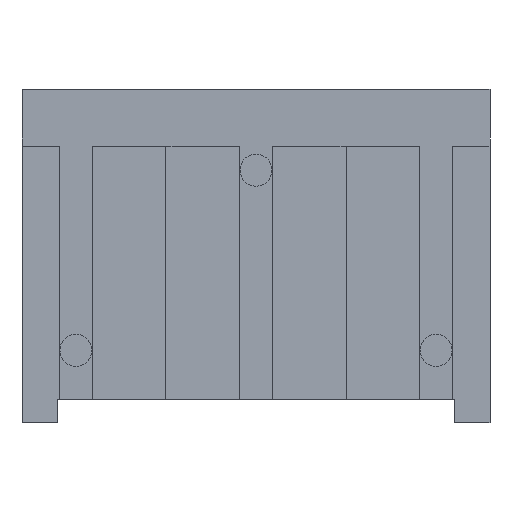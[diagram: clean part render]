
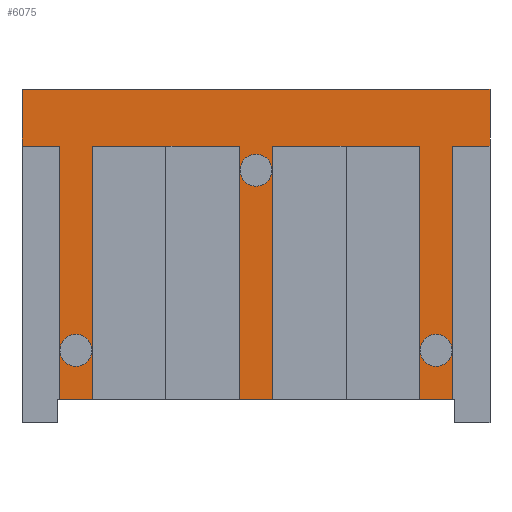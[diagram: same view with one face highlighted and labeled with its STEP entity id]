
A CAD part, front view. The second image highlights one B-rep face of the part: STEP entity #6075.
In plain terms, the highlighted planar face has unit normal (0, -1, 0).
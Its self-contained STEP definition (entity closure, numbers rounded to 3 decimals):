
#73 = DIRECTION ( 'NONE',  ( 0., 0., 1. ) ) ;
#227 = EDGE_CURVE ( 'NONE', #4670, #8513, #6051, .T. ) ;
#303 = VECTOR ( 'NONE', #2076, 1000. ) ;
#376 = ORIENTED_EDGE ( 'NONE', *, *, #2821, .F. ) ;
#420 = VECTOR ( 'NONE', #1591, 1000. ) ;
#559 = ORIENTED_EDGE ( 'NONE', *, *, #1324, .F. ) ;
#580 = EDGE_CURVE ( 'NONE', #7295, #3463, #8906, .T. ) ;
#866 = PLANE ( 'NONE',  #5254 ) ;
#916 = DIRECTION ( 'NONE',  ( 0., 0., -1. ) ) ;
#934 = EDGE_CURVE ( 'NONE', #6126, #8513, #3918, .T. ) ;
#1112 = ORIENTED_EDGE ( 'NONE', *, *, #7228, .F. ) ;
#1122 = EDGE_CURVE ( 'NONE', #5474, #4996, #7403, .T. ) ;
#1123 = CARTESIAN_POINT ( 'NONE',  ( 2.77, -3.3, 3.9 ) ) ;
#1133 = ORIENTED_EDGE ( 'NONE', *, *, #5453, .F. ) ;
#1248 = EDGE_CURVE ( 'NONE', #3501, #6207, #1853, .T. ) ;
#1271 = EDGE_LOOP ( 'NONE', ( #8005, #9468, #559, #1112, #7463, #3944, #9231, #376, #3651, #1332, #6301, #7888, #1133, #5735, #2845, #4358 ) ) ;
#1324 = EDGE_CURVE ( 'NONE', #7980, #4996, #6761, .T. ) ;
#1332 = ORIENTED_EDGE ( 'NONE', *, *, #934, .T. ) ;
#1348 = VECTOR ( 'NONE', #3860, 1000. ) ;
#1360 = LINE ( 'NONE', #5403, #1348 ) ;
#1533 = CARTESIAN_POINT ( 'NONE',  ( 3.3, -3.3, 3.9 ) ) ;
#1557 = DIRECTION ( 'NONE',  ( 0., 0., 1. ) ) ;
#1591 = DIRECTION ( 'NONE',  ( 1., 0., 0. ) ) ;
#1853 = LINE ( 'NONE', #3755, #4969 ) ;
#2020 = VERTEX_POINT ( 'NONE', #8883 ) ;
#2076 = DIRECTION ( 'NONE',  ( -1., 0., 0. ) ) ;
#2136 = CARTESIAN_POINT ( 'NONE',  ( -3.3, -3.3, 3.9 ) ) ;
#2217 = CARTESIAN_POINT ( 'NONE',  ( -0.23, -3.3, 3.9 ) ) ;
#2220 = DIRECTION ( 'NONE',  ( 0., 0., -1. ) ) ;
#2343 = CARTESIAN_POINT ( 'NONE',  ( 0.23, -3.3, 0.33 ) ) ;
#2393 = VECTOR ( 'NONE', #7340, 1000. ) ;
#2411 = LINE ( 'NONE', #6315, #2393 ) ;
#2778 = LINE ( 'NONE', #4658, #2812 ) ;
#2812 = VECTOR ( 'NONE', #4895, 1000. ) ;
#2821 = EDGE_CURVE ( 'NONE', #2020, #9416, #6859, .T. ) ;
#2835 = VERTEX_POINT ( 'NONE', #2343 ) ;
#2845 = ORIENTED_EDGE ( 'NONE', *, *, #6764, .T. ) ;
#2936 = VECTOR ( 'NONE', #6555, 1000. ) ;
#3048 = LINE ( 'NONE', #8110, #3053 ) ;
#3053 = VECTOR ( 'NONE', #8784, 1000. ) ;
#3065 = DIRECTION ( 'NONE',  ( 0., 0., -1. ) ) ;
#3097 = CARTESIAN_POINT ( 'NONE',  ( -2.31, -3.3, 3.9 ) ) ;
#3111 = DIRECTION ( 'NONE',  ( 0., 0., -1. ) ) ;
#3253 = LINE ( 'NONE', #3707, #3340 ) ;
#3340 = VECTOR ( 'NONE', #916, 1000. ) ;
#3356 = VECTOR ( 'NONE', #2220, 1000. ) ;
#3402 = CARTESIAN_POINT ( 'NONE',  ( -2.77, -3.3, 3.9 ) ) ;
#3463 = VERTEX_POINT ( 'NONE', #9421 ) ;
#3501 = VERTEX_POINT ( 'NONE', #6904 ) ;
#3555 = VERTEX_POINT ( 'NONE', #2217 ) ;
#3651 = ORIENTED_EDGE ( 'NONE', *, *, #7115, .F. ) ;
#3707 = CARTESIAN_POINT ( 'NONE',  ( -3.3, -3.3, 4.7 ) ) ;
#3721 = DIRECTION ( 'NONE',  ( 1., 0., 0. ) ) ;
#3755 = CARTESIAN_POINT ( 'NONE',  ( -3.3, -3.3, 4.7 ) ) ;
#3860 = DIRECTION ( 'NONE',  ( -1., 0., 0. ) ) ;
#3888 = FACE_OUTER_BOUND ( 'NONE', #1271, .T. ) ;
#3918 = LINE ( 'NONE', #6703, #2936 ) ;
#3944 = ORIENTED_EDGE ( 'NONE', *, *, #5973, .T. ) ;
#4029 = VECTOR ( 'NONE', #4388, 1000. ) ;
#4062 = LINE ( 'NONE', #8973, #4029 ) ;
#4315 = CARTESIAN_POINT ( 'NONE',  ( 3.3, -3.3, 4.7 ) ) ;
#4358 = ORIENTED_EDGE ( 'NONE', *, *, #580, .F. ) ;
#4376 = VECTOR ( 'NONE', #3065, 1000. ) ;
#4388 = DIRECTION ( 'NONE',  ( 1., 0., 0. ) ) ;
#4429 = VECTOR ( 'NONE', #7612, 1000. ) ;
#4442 = LINE ( 'NONE', #4586, #4429 ) ;
#4503 = LINE ( 'NONE', #8466, #4376 ) ;
#4586 = CARTESIAN_POINT ( 'NONE',  ( 0.23, -3.3, 3.9 ) ) ;
#4636 = CARTESIAN_POINT ( 'NONE',  ( -2.77, -3.3, 0.33 ) ) ;
#4658 = CARTESIAN_POINT ( 'NONE',  ( -2.31, -3.3, 3.9 ) ) ;
#4670 = VERTEX_POINT ( 'NONE', #1123 ) ;
#4773 = EDGE_CURVE ( 'NONE', #5474, #7295, #4907, .T. ) ;
#4893 = VECTOR ( 'NONE', #1557, 1000. ) ;
#4895 = DIRECTION ( 'NONE',  ( -1., 0., 0. ) ) ;
#4907 = LINE ( 'NONE', #9125, #4893 ) ;
#4969 = VECTOR ( 'NONE', #3721, 1000. ) ;
#4984 = CARTESIAN_POINT ( 'NONE',  ( 0.23, -3.3, 3.9 ) ) ;
#4996 = VERTEX_POINT ( 'NONE', #7771 ) ;
#5082 = CARTESIAN_POINT ( 'NONE',  ( -3.3, -3.3, 0.33 ) ) ;
#5254 = AXIS2_PLACEMENT_3D ( 'NONE', #5269, #9604, #73 ) ;
#5269 = CARTESIAN_POINT ( 'NONE',  ( -3.3, -3.3, 4.7 ) ) ;
#5309 = EDGE_CURVE ( 'NONE', #9416, #2835, #4442, .T. ) ;
#5403 = CARTESIAN_POINT ( 'NONE',  ( 2.77, -3.3, 3.9 ) ) ;
#5453 = EDGE_CURVE ( 'NONE', #6207, #8917, #4503, .T. ) ;
#5474 = VERTEX_POINT ( 'NONE', #4636 ) ;
#5735 = ORIENTED_EDGE ( 'NONE', *, *, #1248, .F. ) ;
#5858 = CARTESIAN_POINT ( 'NONE',  ( 0.23, -3.3, 3.9 ) ) ;
#5973 = EDGE_CURVE ( 'NONE', #6284, #2835, #4062, .T. ) ;
#6031 = CARTESIAN_POINT ( 'NONE',  ( 2.31, -3.3, 0.33 ) ) ;
#6051 = LINE ( 'NONE', #8868, #3356 ) ;
#6075 = ADVANCED_FACE ( 'NONE', ( #3888 ), #866, .F. ) ;
#6126 = VERTEX_POINT ( 'NONE', #6031 ) ;
#6207 = VERTEX_POINT ( 'NONE', #4315 ) ;
#6284 = VERTEX_POINT ( 'NONE', #9166 ) ;
#6301 = ORIENTED_EDGE ( 'NONE', *, *, #227, .F. ) ;
#6315 = CARTESIAN_POINT ( 'NONE',  ( -0.23, -3.3, 3.9 ) ) ;
#6555 = DIRECTION ( 'NONE',  ( 1., 0., 0. ) ) ;
#6703 = CARTESIAN_POINT ( 'NONE',  ( -3.3, -3.3, 0.33 ) ) ;
#6761 = LINE ( 'NONE', #3097, #9140 ) ;
#6764 = EDGE_CURVE ( 'NONE', #3501, #3463, #3253, .T. ) ;
#6819 = VECTOR ( 'NONE', #6992, 1000. ) ;
#6859 = LINE ( 'NONE', #4984, #6819 ) ;
#6904 = CARTESIAN_POINT ( 'NONE',  ( -3.3, -3.3, 4.7 ) ) ;
#6992 = DIRECTION ( 'NONE',  ( -1., 0., 0. ) ) ;
#7115 = EDGE_CURVE ( 'NONE', #6126, #2020, #3048, .T. ) ;
#7228 = EDGE_CURVE ( 'NONE', #3555, #7980, #2778, .T. ) ;
#7295 = VERTEX_POINT ( 'NONE', #3402 ) ;
#7337 = CARTESIAN_POINT ( 'NONE',  ( 2.77, -3.3, 0.33 ) ) ;
#7340 = DIRECTION ( 'NONE',  ( 0., 0., 1. ) ) ;
#7403 = LINE ( 'NONE', #5082, #420 ) ;
#7463 = ORIENTED_EDGE ( 'NONE', *, *, #7634, .F. ) ;
#7612 = DIRECTION ( 'NONE',  ( 0., 0., -1. ) ) ;
#7634 = EDGE_CURVE ( 'NONE', #6284, #3555, #2411, .T. ) ;
#7771 = CARTESIAN_POINT ( 'NONE',  ( -2.31, -3.3, 0.33 ) ) ;
#7888 = ORIENTED_EDGE ( 'NONE', *, *, #8825, .F. ) ;
#7980 = VERTEX_POINT ( 'NONE', #8895 ) ;
#8005 = ORIENTED_EDGE ( 'NONE', *, *, #4773, .F. ) ;
#8110 = CARTESIAN_POINT ( 'NONE',  ( 2.31, -3.3, 3.9 ) ) ;
#8466 = CARTESIAN_POINT ( 'NONE',  ( 3.3, -3.3, 4.7 ) ) ;
#8513 = VERTEX_POINT ( 'NONE', #7337 ) ;
#8784 = DIRECTION ( 'NONE',  ( 0., 0., 1. ) ) ;
#8825 = EDGE_CURVE ( 'NONE', #8917, #4670, #1360, .T. ) ;
#8868 = CARTESIAN_POINT ( 'NONE',  ( 2.77, -3.3, 3.9 ) ) ;
#8883 = CARTESIAN_POINT ( 'NONE',  ( 2.31, -3.3, 3.9 ) ) ;
#8895 = CARTESIAN_POINT ( 'NONE',  ( -2.31, -3.3, 3.9 ) ) ;
#8906 = LINE ( 'NONE', #2136, #303 ) ;
#8917 = VERTEX_POINT ( 'NONE', #1533 ) ;
#8973 = CARTESIAN_POINT ( 'NONE',  ( -3.3, -3.3, 0.33 ) ) ;
#9125 = CARTESIAN_POINT ( 'NONE',  ( -2.77, -3.3, 3.9 ) ) ;
#9140 = VECTOR ( 'NONE', #3111, 1000. ) ;
#9166 = CARTESIAN_POINT ( 'NONE',  ( -0.23, -3.3, 0.33 ) ) ;
#9231 = ORIENTED_EDGE ( 'NONE', *, *, #5309, .F. ) ;
#9416 = VERTEX_POINT ( 'NONE', #5858 ) ;
#9421 = CARTESIAN_POINT ( 'NONE',  ( -3.3, -3.3, 3.9 ) ) ;
#9468 = ORIENTED_EDGE ( 'NONE', *, *, #1122, .T. ) ;
#9604 = DIRECTION ( 'NONE',  ( 0., 1., 0. ) ) ;
